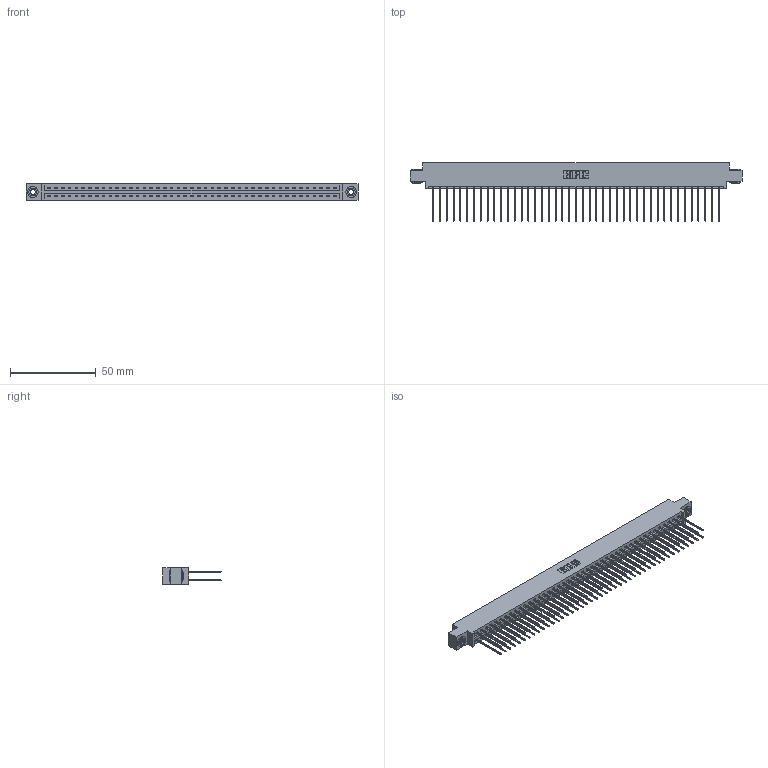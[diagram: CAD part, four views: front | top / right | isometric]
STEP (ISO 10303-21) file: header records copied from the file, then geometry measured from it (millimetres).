
FILE_DESCRIPTION (( 'STEP AP203' ), '1' );
FILE_NAME ('387-086-541-803.STEP', '2019-10-23T03:37:12', ( '' ), ( '' ), 'SwSTEP 2.0', 'SolidWorks 2016', '' );
FILE_SCHEMA (( 'CONFIG_CONTROL_DESIGN' ));
Length unit declared in the file: inch
Products named in the file (4): 387-086-541-803; 337 Part_0.170 Offset - 0.156 Dia-TH; 345-292-001_345-293-141; 345-250-002_345-250-002-102
Assembly tree (89 placements, depth 2):
  387-086-541-803
    337 Part_0.170 Offset - 0.156 Dia-TH
    345-292-001_345-293-141  x86
    345-250-002_345-250-002-102  x2
Bounding box: 193.4 x 34.3 x 9.4 mm (x, y, z)
Volume: 20790.1 mm3; surface area: 26321.9 mm2
Topology: 89 solids, 89 shells, 4800 faces, 14245 edges, 9378 vertices
Faces by surface type: plane 3352, cylinder 1440, cone 8
Entity records: 34010 total; most frequent: CARTESIAN_POINT 5705, ORIENTED_EDGE 5634, DIRECTION 4883, EDGE_CURVE 2817, VECTOR 2665, LINE 2665, VERTEX_POINT 1874, AXIS2_PLACEMENT_3D 1109
